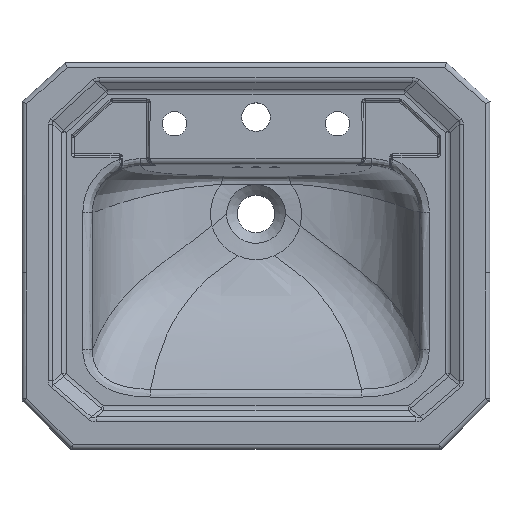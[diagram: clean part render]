
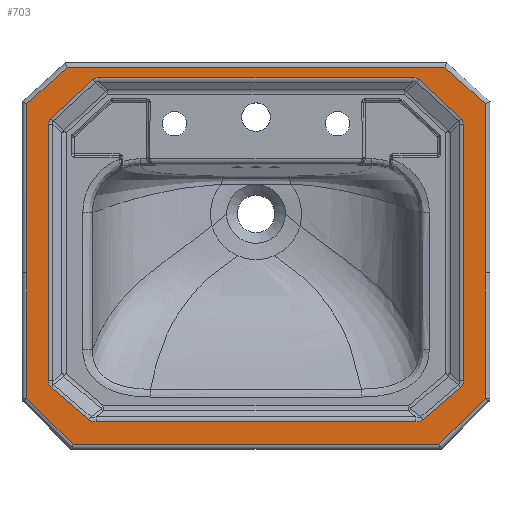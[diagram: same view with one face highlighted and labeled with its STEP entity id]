
A CAD part, top view. The second image highlights one B-rep face of the part: STEP entity #703.
In plain terms, the highlighted planar face has unit normal (0, 0, 1).
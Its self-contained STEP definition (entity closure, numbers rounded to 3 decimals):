
#545=ELLIPSE('',#6136,45.155,20.);
#546=ELLIPSE('',#6137,45.155,20.);
#547=ELLIPSE('',#6138,46.942,20.);
#548=ELLIPSE('',#6139,46.942,20.);
#549=ELLIPSE('',#6140,46.942,20.);
#550=ELLIPSE('',#6141,46.942,20.);
#551=ELLIPSE('',#6142,45.155,20.);
#552=ELLIPSE('',#6143,45.155,20.);
#667=FACE_BOUND('',#1536,.T.);
#668=FACE_BOUND('',#1537,.T.);
#703=ADVANCED_FACE('',(#667,#668),#1091,.T.);
#1091=PLANE('',#6144);
#1536=EDGE_LOOP('',(#2430,#2431,#2432,#2433,#2434,#2435,#2436,#2437,#2438,
#2439));
#1537=EDGE_LOOP('',(#2440,#2441,#2442,#2443,#2444,#2445,#2446,#2447,#2448,
#2449,#2450,#2451,#2452,#2453,#2454,#2455));
#1945=LINE('',#7988,#2184);
#1946=LINE('',#7991,#2185);
#1947=LINE('',#7993,#2186);
#1948=LINE('',#7995,#2187);
#1949=LINE('',#7997,#2188);
#1950=LINE('',#7999,#2189);
#1951=LINE('',#8001,#2190);
#1952=LINE('',#8003,#2191);
#1953=LINE('',#8005,#2192);
#1954=LINE('',#8007,#2193);
#1955=LINE('',#8011,#2194);
#1956=LINE('',#8015,#2195);
#1957=LINE('',#8019,#2196);
#1958=LINE('',#8023,#2197);
#1959=LINE('',#8027,#2198);
#1960=LINE('',#8031,#2199);
#1961=LINE('',#8035,#2200);
#1962=LINE('',#8039,#2201);
#2184=VECTOR('',#6660,1.);
#2185=VECTOR('',#6661,1.);
#2186=VECTOR('',#6662,1.);
#2187=VECTOR('',#6663,1.);
#2188=VECTOR('',#6664,1.);
#2189=VECTOR('',#6665,1.);
#2190=VECTOR('',#6666,1.);
#2191=VECTOR('',#6667,1.);
#2192=VECTOR('',#6668,1.);
#2193=VECTOR('',#6669,1.);
#2194=VECTOR('',#6672,1.);
#2195=VECTOR('',#6675,1.);
#2196=VECTOR('',#6678,1.);
#2197=VECTOR('',#6681,1.);
#2198=VECTOR('',#6684,1.);
#2199=VECTOR('',#6687,1.);
#2200=VECTOR('',#6690,1.);
#2201=VECTOR('',#6693,1.);
#2430=ORIENTED_EDGE('',*,*,#4829,.T.);
#2431=ORIENTED_EDGE('',*,*,#4830,.T.);
#2432=ORIENTED_EDGE('',*,*,#4831,.T.);
#2433=ORIENTED_EDGE('',*,*,#4832,.T.);
#2434=ORIENTED_EDGE('',*,*,#4833,.T.);
#2435=ORIENTED_EDGE('',*,*,#4834,.T.);
#2436=ORIENTED_EDGE('',*,*,#4835,.T.);
#2437=ORIENTED_EDGE('',*,*,#4836,.T.);
#2438=ORIENTED_EDGE('',*,*,#4837,.T.);
#2439=ORIENTED_EDGE('',*,*,#4838,.T.);
#2440=ORIENTED_EDGE('',*,*,#4839,.F.);
#2441=ORIENTED_EDGE('',*,*,#4840,.T.);
#2442=ORIENTED_EDGE('',*,*,#4841,.F.);
#2443=ORIENTED_EDGE('',*,*,#4842,.T.);
#2444=ORIENTED_EDGE('',*,*,#4843,.T.);
#2445=ORIENTED_EDGE('',*,*,#4844,.F.);
#2446=ORIENTED_EDGE('',*,*,#4845,.F.);
#2447=ORIENTED_EDGE('',*,*,#4846,.F.);
#2448=ORIENTED_EDGE('',*,*,#4847,.F.);
#2449=ORIENTED_EDGE('',*,*,#4848,.T.);
#2450=ORIENTED_EDGE('',*,*,#4849,.F.);
#2451=ORIENTED_EDGE('',*,*,#4850,.F.);
#2452=ORIENTED_EDGE('',*,*,#4851,.F.);
#2453=ORIENTED_EDGE('',*,*,#4852,.T.);
#2454=ORIENTED_EDGE('',*,*,#4853,.F.);
#2455=ORIENTED_EDGE('',*,*,#4854,.T.);
#4278=VERTEX_POINT('',#7989);
#4279=VERTEX_POINT('',#7990);
#4280=VERTEX_POINT('',#7992);
#4281=VERTEX_POINT('',#7994);
#4282=VERTEX_POINT('',#7996);
#4283=VERTEX_POINT('',#7998);
#4284=VERTEX_POINT('',#8000);
#4285=VERTEX_POINT('',#8002);
#4286=VERTEX_POINT('',#8004);
#4287=VERTEX_POINT('',#8006);
#4288=VERTEX_POINT('',#8009);
#4289=VERTEX_POINT('',#8010);
#4290=VERTEX_POINT('',#8012);
#4291=VERTEX_POINT('',#8014);
#4292=VERTEX_POINT('',#8016);
#4293=VERTEX_POINT('',#8018);
#4294=VERTEX_POINT('',#8020);
#4295=VERTEX_POINT('',#8022);
#4296=VERTEX_POINT('',#8024);
#4297=VERTEX_POINT('',#8026);
#4298=VERTEX_POINT('',#8028);
#4299=VERTEX_POINT('',#8030);
#4300=VERTEX_POINT('',#8032);
#4301=VERTEX_POINT('',#8034);
#4302=VERTEX_POINT('',#8036);
#4303=VERTEX_POINT('',#8038);
#4829=EDGE_CURVE('',#4278,#4279,#1945,.T.);
#4830=EDGE_CURVE('',#4279,#4280,#1946,.T.);
#4831=EDGE_CURVE('',#4280,#4281,#1947,.T.);
#4832=EDGE_CURVE('',#4281,#4282,#1948,.T.);
#4833=EDGE_CURVE('',#4282,#4283,#1949,.T.);
#4834=EDGE_CURVE('',#4283,#4284,#1950,.T.);
#4835=EDGE_CURVE('',#4284,#4285,#1951,.T.);
#4836=EDGE_CURVE('',#4285,#4286,#1952,.T.);
#4837=EDGE_CURVE('',#4286,#4287,#1953,.T.);
#4838=EDGE_CURVE('',#4287,#4278,#1954,.T.);
#4839=EDGE_CURVE('',#4288,#4289,#545,.T.);
#4840=EDGE_CURVE('',#4288,#4290,#1955,.T.);
#4841=EDGE_CURVE('',#4291,#4290,#546,.T.);
#4842=EDGE_CURVE('',#4291,#4292,#1956,.T.);
#4843=EDGE_CURVE('',#4292,#4293,#547,.T.);
#4844=EDGE_CURVE('',#4294,#4293,#1957,.T.);
#4845=EDGE_CURVE('',#4295,#4294,#548,.T.);
#4846=EDGE_CURVE('',#4296,#4295,#1958,.T.);
#4847=EDGE_CURVE('',#4297,#4296,#549,.T.);
#4848=EDGE_CURVE('',#4297,#4298,#1959,.T.);
#4849=EDGE_CURVE('',#4299,#4298,#550,.T.);
#4850=EDGE_CURVE('',#4300,#4299,#1960,.T.);
#4851=EDGE_CURVE('',#4301,#4300,#551,.T.);
#4852=EDGE_CURVE('',#4301,#4302,#1961,.T.);
#4853=EDGE_CURVE('',#4303,#4302,#552,.T.);
#4854=EDGE_CURVE('',#4303,#4289,#1962,.T.);
#6136=AXIS2_PLACEMENT_3D('',#8008,#6670,#6671);
#6137=AXIS2_PLACEMENT_3D('',#8013,#6673,#6674);
#6138=AXIS2_PLACEMENT_3D('',#8017,#6676,#6677);
#6139=AXIS2_PLACEMENT_3D('',#8021,#6679,#6680);
#6140=AXIS2_PLACEMENT_3D('',#8025,#6682,#6683);
#6141=AXIS2_PLACEMENT_3D('',#8029,#6685,#6686);
#6142=AXIS2_PLACEMENT_3D('',#8033,#6688,#6689);
#6143=AXIS2_PLACEMENT_3D('',#8037,#6691,#6692);
#6144=AXIS2_PLACEMENT_3D('',#8040,#6694,#6695);
#6660=DIRECTION('',(0.,1.,0.));
#6661=DIRECTION('',(-0.742,0.67,0.));
#6662=DIRECTION('',(-1.,0.,0.));
#6663=DIRECTION('',(-0.742,-0.67,0.));
#6664=DIRECTION('',(0.,-1.,0.));
#6665=DIRECTION('',(0.,-1.,0.));
#6666=DIRECTION('',(0.707,-0.707,0.));
#6667=DIRECTION('',(1.,0.,0.));
#6668=DIRECTION('',(0.707,0.707,0.));
#6669=DIRECTION('',(0.,1.,0.));
#6670=DIRECTION('',(0.,0.,1.));
#6671=DIRECTION('',(0.784,0.62,0.));
#6672=DIRECTION('',(-0.76,0.65,0.));
#6673=DIRECTION('',(0.,0.,1.));
#6674=DIRECTION('',(-0.784,-0.62,0.));
#6675=DIRECTION('',(0.,1.,0.));
#6676=DIRECTION('',(0.,0.,-1.));
#6677=DIRECTION('',(0.748,-0.664,0.));
#6678=DIRECTION('',(-0.736,-0.677,0.));
#6679=DIRECTION('',(0.,0.,1.));
#6680=DIRECTION('',(-0.748,0.664,0.));
#6681=DIRECTION('',(-1.,0.,0.));
#6682=DIRECTION('',(0.,0.,1.));
#6683=DIRECTION('',(0.748,0.664,0.));
#6684=DIRECTION('',(0.736,-0.677,0.));
#6685=DIRECTION('',(0.,0.,1.));
#6686=DIRECTION('',(0.748,0.664,0.));
#6687=DIRECTION('',(0.,1.,0.));
#6688=DIRECTION('',(0.,0.,1.));
#6689=DIRECTION('',(-0.784,0.62,0.));
#6690=DIRECTION('',(-0.76,-0.65,0.));
#6691=DIRECTION('',(0.,0.,1.));
#6692=DIRECTION('',(-0.784,0.62,0.));
#6693=DIRECTION('',(-1.,0.,0.));
#6694=DIRECTION('',(0.,0.,1.));
#6695=DIRECTION('',(1.,0.,0.));
#7988=CARTESIAN_POINT('',(281.1,189.026,-909.891));
#7989=CARTESIAN_POINT('',(281.1,-21.122,-909.891));
#7990=CARTESIAN_POINT('',(281.1,186.365,-909.891));
#7991=CARTESIAN_POINT('',(-63.798,497.972,-909.891));
#7992=CARTESIAN_POINT('',(231.668,231.026,-909.891));
#7993=CARTESIAN_POINT('',(-234.404,231.026,-909.891));
#7994=CARTESIAN_POINT('',(-231.668,231.026,-909.891));
#7995=CARTESIAN_POINT('',(-266.55,199.511,-909.891));
#7996=CARTESIAN_POINT('',(-281.1,186.365,-909.891));
#7997=CARTESIAN_POINT('',(-281.1,-20.898,-909.891));
#7998=CARTESIAN_POINT('',(-281.1,-21.122,-909.891));
#7999=CARTESIAN_POINT('',(-281.1,-176.137,-909.891));
#8000=CARTESIAN_POINT('',(-281.1,-175.062,-909.891));
#8001=CARTESIAN_POINT('',(-496.347,40.205,-909.891));
#8002=CARTESIAN_POINT('',(-224.458,-231.709,-909.891));
#8003=CARTESIAN_POINT('',(-300.,-231.709,-909.891));
#8004=CARTESIAN_POINT('',(224.458,-231.709,-909.891));
#8005=CARTESIAN_POINT('',(196.374,-259.795,-909.891));
#8006=CARTESIAN_POINT('',(281.1,-175.062,-909.891));
#8007=CARTESIAN_POINT('',(281.1,236.534,-909.891));
#8008=CARTESIAN_POINT('',(-171.101,-171.605,-909.891));
#8009=CARTESIAN_POINT('',(-205.313,-200.864,-909.891));
#8010=CARTESIAN_POINT('',(-195.942,-203.703,-909.891));
#8011=CARTESIAN_POINT('',(-253.207,-159.903,-909.891));
#8012=CARTESIAN_POINT('',(-251.23,-161.594,-909.891));
#8013=CARTESIAN_POINT('',(-217.018,-132.335,-909.891));
#8014=CARTESIAN_POINT('',(-254.549,-153.579,-909.891));
#8015=CARTESIAN_POINT('',(-254.549,236.534,-909.891));
#8016=CARTESIAN_POINT('',(-254.549,160.632,-909.891));
#8017=CARTESIAN_POINT('',(-217.018,136.775,-909.891));
#8018=CARTESIAN_POINT('',(-251.52,168.551,-909.891));
#8019=CARTESIAN_POINT('',(-198.866,217.046,-909.891));
#8020=CARTESIAN_POINT('',(-200.23,215.79,-909.891));
#8021=CARTESIAN_POINT('',(-165.727,184.013,-909.891));
#8022=CARTESIAN_POINT('',(-191.631,218.58,-909.891));
#8023=CARTESIAN_POINT('',(-300.,218.58,-909.891));
#8024=CARTESIAN_POINT('',(191.631,218.58,-909.891));
#8025=CARTESIAN_POINT('',(165.727,184.013,-909.891));
#8026=CARTESIAN_POINT('',(200.23,215.79,-909.891));
#8027=CARTESIAN_POINT('',(253.185,167.018,-909.891));
#8028=CARTESIAN_POINT('',(251.52,168.551,-909.891));
#8029=CARTESIAN_POINT('',(217.018,136.775,-909.891));
#8030=CARTESIAN_POINT('',(254.549,160.632,-909.891));
#8031=CARTESIAN_POINT('',(254.549,-158.098,-909.891));
#8032=CARTESIAN_POINT('',(254.549,-153.579,-909.891));
#8033=CARTESIAN_POINT('',(217.018,-132.335,-909.891));
#8034=CARTESIAN_POINT('',(251.23,-161.594,-909.891));
#8035=CARTESIAN_POINT('',(203.971,-202.012,-909.891));
#8036=CARTESIAN_POINT('',(205.313,-200.864,-909.891));
#8037=CARTESIAN_POINT('',(171.101,-171.605,-909.891));
#8038=CARTESIAN_POINT('',(195.942,-203.703,-909.891));
#8039=CARTESIAN_POINT('',(-300.,-203.703,-909.891));
#8040=CARTESIAN_POINT('',(-300.,236.534,-909.891));
